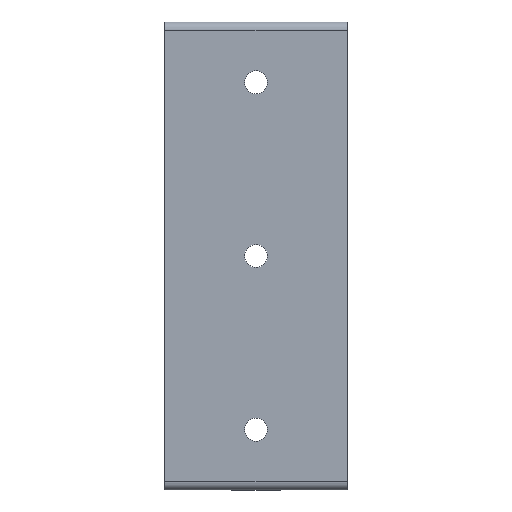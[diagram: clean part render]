
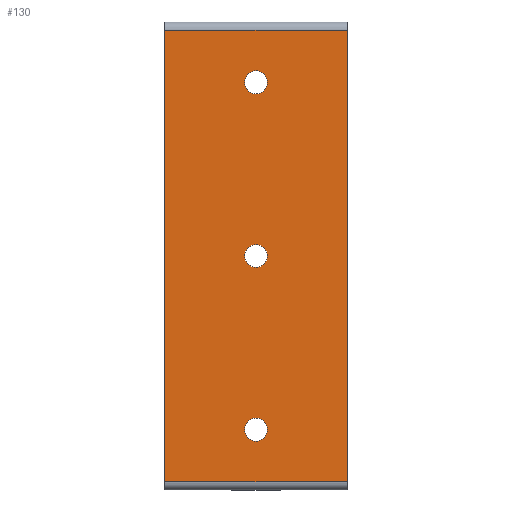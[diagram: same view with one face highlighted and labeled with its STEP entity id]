
A CAD part, front view. The second image highlights one B-rep face of the part: STEP entity #130.
In plain terms, the highlighted planar face has unit normal (0, -1, 0).
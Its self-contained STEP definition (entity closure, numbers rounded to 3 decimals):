
#4 = CARTESIAN_POINT ( 'NONE',  ( 25., -1.5, 106.85 ) ) ;
#7 = VERTEX_POINT ( 'NONE', #684 ) ;
#19 = EDGE_LOOP ( 'NONE', ( #829, #986 ) ) ;
#57 = ORIENTED_EDGE ( 'NONE', *, *, #182, .T. ) ;
#97 = DIRECTION ( 'NONE',  ( 0., 0., 1. ) ) ;
#104 = EDGE_CURVE ( 'NONE', #1058, #509, #114, .T. ) ;
#106 = CARTESIAN_POINT ( 'NONE',  ( 25., -1.5, 15. ) ) ;
#114 = LINE ( 'NONE', #549, #180 ) ;
#120 = ORIENTED_EDGE ( 'NONE', *, *, #439, .T. ) ;
#121 = EDGE_CURVE ( 'NONE', #193, #1012, #214, .T. ) ;
#130 = ADVANCED_FACE ( 'NONE', ( #1005, #665, #156, #490 ), #582, .F. ) ;
#131 = EDGE_CURVE ( 'NONE', #533, #710, #321, .T. ) ;
#132 = AXIS2_PLACEMENT_3D ( 'NONE', #1098, #136, #243 ) ;
#136 = DIRECTION ( 'NONE',  ( 0., 1., 0. ) ) ;
#156 = FACE_BOUND ( 'NONE', #474, .T. ) ;
#166 = CARTESIAN_POINT ( 'NONE',  ( 0., -1.5, 0.75 ) ) ;
#180 = VECTOR ( 'NONE', #814, 1000. ) ;
#182 = EDGE_CURVE ( 'NONE', #975, #7, #329, .T. ) ;
#192 = CARTESIAN_POINT ( 'NONE',  ( 0., -1.5, 0.75 ) ) ;
#193 = VERTEX_POINT ( 'NONE', #697 ) ;
#199 = CARTESIAN_POINT ( 'NONE',  ( 25., -1.5, 59.35 ) ) ;
#214 = CIRCLE ( 'NONE', #1093, 3.15 ) ;
#219 = CARTESIAN_POINT ( 'NONE',  ( 0., -1.5, 124.25 ) ) ;
#223 = DIRECTION ( 'NONE',  ( 0., 0., 1. ) ) ;
#243 = DIRECTION ( 'NONE',  ( 0., 0., 1. ) ) ;
#262 = DIRECTION ( 'NONE',  ( 0., 1., 0. ) ) ;
#270 = CARTESIAN_POINT ( 'NONE',  ( 0., -1.5, 0. ) ) ;
#286 = VECTOR ( 'NONE', #1032, 1000. ) ;
#291 = EDGE_CURVE ( 'NONE', #533, #509, #596, .T. ) ;
#315 = CARTESIAN_POINT ( 'NONE',  ( 50., -1.5, 124.25 ) ) ;
#321 = LINE ( 'NONE', #166, #286 ) ;
#329 = CIRCLE ( 'NONE', #592, 3.15 ) ;
#339 = DIRECTION ( 'NONE',  ( 0., 1., 0. ) ) ;
#356 = DIRECTION ( 'NONE',  ( 0., 1., 0. ) ) ;
#390 = CARTESIAN_POINT ( 'NONE',  ( 25., -1.5, 11.85 ) ) ;
#412 = ORIENTED_EDGE ( 'NONE', *, *, #121, .T. ) ;
#413 = DIRECTION ( 'NONE',  ( 0., 0., 1. ) ) ;
#426 = AXIS2_PLACEMENT_3D ( 'NONE', #459, #356, #888 ) ;
#439 = EDGE_CURVE ( 'NONE', #1012, #193, #779, .T. ) ;
#440 = DIRECTION ( 'NONE',  ( 0., 1., 0. ) ) ;
#442 = ORIENTED_EDGE ( 'NONE', *, *, #291, .F. ) ;
#453 = ORIENTED_EDGE ( 'NONE', *, *, #104, .T. ) ;
#459 = CARTESIAN_POINT ( 'NONE',  ( 25., -1.5, 110. ) ) ;
#474 = EDGE_LOOP ( 'NONE', ( #412, #120 ) ) ;
#483 = CARTESIAN_POINT ( 'NONE',  ( 25., -1.5, 65.65 ) ) ;
#490 = FACE_OUTER_BOUND ( 'NONE', #940, .T. ) ;
#492 = EDGE_CURVE ( 'NONE', #7, #975, #617, .T. ) ;
#509 = VERTEX_POINT ( 'NONE', #219 ) ;
#512 = CARTESIAN_POINT ( 'NONE',  ( 25., -1.5, 62.5 ) ) ;
#533 = VERTEX_POINT ( 'NONE', #192 ) ;
#549 = CARTESIAN_POINT ( 'NONE',  ( 50., -1.5, 124.25 ) ) ;
#569 = LINE ( 'NONE', #755, #627 ) ;
#582 = PLANE ( 'NONE',  #901 ) ;
#592 = AXIS2_PLACEMENT_3D ( 'NONE', #106, #262, #955 ) ;
#596 = LINE ( 'NONE', #270, #834 ) ;
#607 = DIRECTION ( 'NONE',  ( 0., 0., 1. ) ) ;
#617 = CIRCLE ( 'NONE', #132, 3.15 ) ;
#627 = VECTOR ( 'NONE', #651, 1000. ) ;
#647 = VERTEX_POINT ( 'NONE', #199 ) ;
#651 = DIRECTION ( 'NONE',  ( 0., 0., -1. ) ) ;
#665 = FACE_BOUND ( 'NONE', #19, .T. ) ;
#672 = DIRECTION ( 'NONE',  ( 0., 1., 0. ) ) ;
#675 = AXIS2_PLACEMENT_3D ( 'NONE', #897, #980, #223 ) ;
#684 = CARTESIAN_POINT ( 'NONE',  ( 25., -1.5, 18.15 ) ) ;
#696 = EDGE_CURVE ( 'NONE', #1058, #710, #569, .T. ) ;
#697 = CARTESIAN_POINT ( 'NONE',  ( 25., -1.5, 113.15 ) ) ;
#710 = VERTEX_POINT ( 'NONE', #957 ) ;
#752 = EDGE_CURVE ( 'NONE', #842, #647, #1038, .T. ) ;
#755 = CARTESIAN_POINT ( 'NONE',  ( 50., -1.5, 0. ) ) ;
#779 = CIRCLE ( 'NONE', #426, 3.15 ) ;
#814 = DIRECTION ( 'NONE',  ( -1., 0., 0. ) ) ;
#829 = ORIENTED_EDGE ( 'NONE', *, *, #752, .T. ) ;
#834 = VECTOR ( 'NONE', #97, 1000. ) ;
#842 = VERTEX_POINT ( 'NONE', #483 ) ;
#855 = ORIENTED_EDGE ( 'NONE', *, *, #492, .T. ) ;
#888 = DIRECTION ( 'NONE',  ( 0., 0., 1. ) ) ;
#897 = CARTESIAN_POINT ( 'NONE',  ( 25., -1.5, 62.5 ) ) ;
#901 = AXIS2_PLACEMENT_3D ( 'NONE', #937, #339, #607 ) ;
#937 = CARTESIAN_POINT ( 'NONE',  ( 0., -1.5, 0. ) ) ;
#940 = EDGE_LOOP ( 'NONE', ( #968, #1079, #453, #442 ) ) ;
#955 = DIRECTION ( 'NONE',  ( 0., 0., 1. ) ) ;
#957 = CARTESIAN_POINT ( 'NONE',  ( 50., -1.5, 0.75 ) ) ;
#968 = ORIENTED_EDGE ( 'NONE', *, *, #131, .T. ) ;
#975 = VERTEX_POINT ( 'NONE', #390 ) ;
#980 = DIRECTION ( 'NONE',  ( 0., 1., 0. ) ) ;
#986 = ORIENTED_EDGE ( 'NONE', *, *, #1000, .T. ) ;
#1000 = EDGE_CURVE ( 'NONE', #647, #842, #1020, .T. ) ;
#1005 = FACE_BOUND ( 'NONE', #1051, .T. ) ;
#1012 = VERTEX_POINT ( 'NONE', #4 ) ;
#1020 = CIRCLE ( 'NONE', #1056, 3.15 ) ;
#1032 = DIRECTION ( 'NONE',  ( 1., 0., 0. ) ) ;
#1038 = CIRCLE ( 'NONE', #675, 3.15 ) ;
#1051 = EDGE_LOOP ( 'NONE', ( #855, #57 ) ) ;
#1056 = AXIS2_PLACEMENT_3D ( 'NONE', #512, #672, #413 ) ;
#1058 = VERTEX_POINT ( 'NONE', #315 ) ;
#1078 = DIRECTION ( 'NONE',  ( 0., 0., 1. ) ) ;
#1079 = ORIENTED_EDGE ( 'NONE', *, *, #696, .F. ) ;
#1086 = CARTESIAN_POINT ( 'NONE',  ( 25., -1.5, 110. ) ) ;
#1093 = AXIS2_PLACEMENT_3D ( 'NONE', #1086, #440, #1078 ) ;
#1098 = CARTESIAN_POINT ( 'NONE',  ( 25., -1.5, 15. ) ) ;
